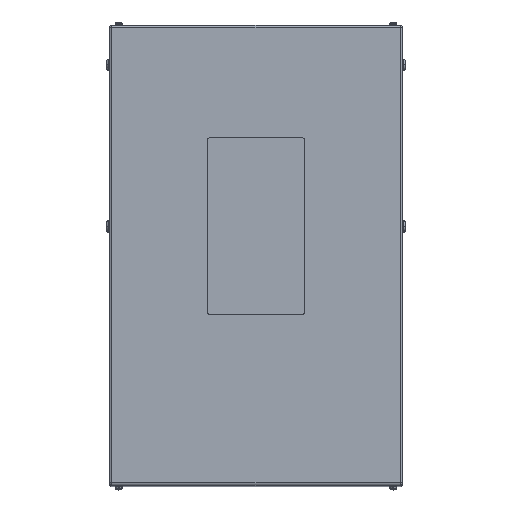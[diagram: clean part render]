
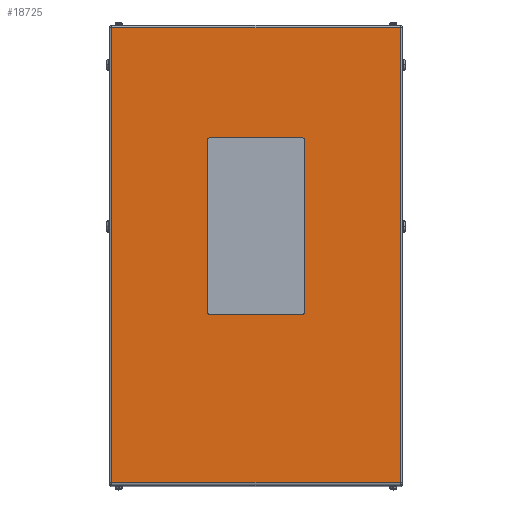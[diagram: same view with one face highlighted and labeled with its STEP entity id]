
A CAD part, top view. The second image highlights one B-rep face of the part: STEP entity #18725.
In plain terms, the highlighted planar face has unit normal (0, 0, 1).
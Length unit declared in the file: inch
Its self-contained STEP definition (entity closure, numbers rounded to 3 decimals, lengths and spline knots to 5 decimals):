
#156 = VECTOR ( 'NONE', #19241, 39.37008 ) ;
#265 = DIRECTION ( 'NONE',  ( 0., 0., 1. ) ) ;
#772 = CARTESIAN_POINT ( 'NONE',  ( -4.75, -6., 33.5 ) ) ;
#840 = EDGE_CURVE ( 'NONE', #10741, #10297, #23119, .T. ) ;
#1158 = CARTESIAN_POINT ( 'NONE',  ( -14.734, -23.234, 33.5 ) ) ;
#1161 = CARTESIAN_POINT ( 'NONE',  ( 14.734, -23.234, 33.5 ) ) ;
#1316 = DIRECTION ( 'NONE',  ( 0., 1., 0. ) ) ;
#1543 = EDGE_CURVE ( 'NONE', #20411, #22805, #15287, .T. ) ;
#1594 = DIRECTION ( 'NONE',  ( 0., -1., 0. ) ) ;
#1815 = DIRECTION ( 'NONE',  ( 0., 0., -1. ) ) ;
#2022 = CARTESIAN_POINT ( 'NONE',  ( 14.734, 23.234, 33.5 ) ) ;
#2405 = EDGE_CURVE ( 'NONE', #15828, #17104, #16393, .T. ) ;
#2525 = DIRECTION ( 'NONE',  ( 0., 0., 1. ) ) ;
#2899 = CIRCLE ( 'NONE', #16727, 0.25 ) ;
#3193 = ORIENTED_EDGE ( 'NONE', *, *, #9920, .F. ) ;
#3234 = CARTESIAN_POINT ( 'NONE',  ( 4.75, 12., 33.5 ) ) ;
#3468 = CARTESIAN_POINT ( 'NONE',  ( -4.75, 12., 33.5 ) ) ;
#3599 = DIRECTION ( 'NONE',  ( 1., 0., 0. ) ) ;
#3891 = DIRECTION ( 'NONE',  ( -1., 0., 0. ) ) ;
#4399 = AXIS2_PLACEMENT_3D ( 'NONE', #21209, #265, #3599 ) ;
#4440 = VECTOR ( 'NONE', #19942, 39.37008 ) ;
#4749 = VECTOR ( 'NONE', #1594, 39.37008 ) ;
#5150 = CARTESIAN_POINT ( 'NONE',  ( 15., 23.234, 33.5 ) ) ;
#5199 = CARTESIAN_POINT ( 'NONE',  ( -5., 11.75, 33.5 ) ) ;
#5842 = EDGE_CURVE ( 'NONE', #9425, #18306, #13584, .T. ) ;
#5896 = ORIENTED_EDGE ( 'NONE', *, *, #12823, .T. ) ;
#6385 = DIRECTION ( 'NONE',  ( -1., 0., 0. ) ) ;
#6390 = CARTESIAN_POINT ( 'NONE',  ( 14.734, -23.234, 33.5 ) ) ;
#6496 = VECTOR ( 'NONE', #18445, 39.37008 ) ;
#6529 = DIRECTION ( 'NONE',  ( 0., 0., 1. ) ) ;
#7117 = EDGE_CURVE ( 'NONE', #14326, #9283, #12018, .T. ) ;
#7182 = CARTESIAN_POINT ( 'NONE',  ( -4.75, 12., 33.5 ) ) ;
#7427 = ORIENTED_EDGE ( 'NONE', *, *, #5842, .F. ) ;
#7565 = ORIENTED_EDGE ( 'NONE', *, *, #15474, .F. ) ;
#8179 = CIRCLE ( 'NONE', #19797, 0.25 ) ;
#8206 = ORIENTED_EDGE ( 'NONE', *, *, #21525, .T. ) ;
#8541 = DIRECTION ( 'NONE',  ( 1., 0., 0. ) ) ;
#8613 = CARTESIAN_POINT ( 'NONE',  ( -4.75, -6., 33.5 ) ) ;
#9283 = VERTEX_POINT ( 'NONE', #11407 ) ;
#9425 = VERTEX_POINT ( 'NONE', #12939 ) ;
#9920 = EDGE_CURVE ( 'NONE', #10297, #14326, #17835, .T. ) ;
#10297 = VERTEX_POINT ( 'NONE', #16801 ) ;
#10741 = VERTEX_POINT ( 'NONE', #15718 ) ;
#11306 = CARTESIAN_POINT ( 'NONE',  ( -14.734, 23.234, 33.5 ) ) ;
#11339 = VECTOR ( 'NONE', #12733, 39.37008 ) ;
#11407 = CARTESIAN_POINT ( 'NONE',  ( 4.75, -6., 33.5 ) ) ;
#12018 = LINE ( 'NONE', #772, #21416 ) ;
#12131 = ORIENTED_EDGE ( 'NONE', *, *, #15667, .F. ) ;
#12733 = DIRECTION ( 'NONE',  ( -1., 0., 0. ) ) ;
#12823 = EDGE_CURVE ( 'NONE', #22805, #15828, #14876, .T. ) ;
#12939 = CARTESIAN_POINT ( 'NONE',  ( 5., -5.75, 33.5 ) ) ;
#13478 = ORIENTED_EDGE ( 'NONE', *, *, #22433, .F. ) ;
#13504 = CARTESIAN_POINT ( 'NONE',  ( 4.75, 11.75, 33.5 ) ) ;
#13584 = LINE ( 'NONE', #19206, #13835 ) ;
#13835 = VECTOR ( 'NONE', #1316, 39.37008 ) ;
#13921 = VERTEX_POINT ( 'NONE', #3234 ) ;
#13949 = EDGE_CURVE ( 'NONE', #9283, #9425, #23089, .T. ) ;
#14064 = ORIENTED_EDGE ( 'NONE', *, *, #840, .F. ) ;
#14326 = VERTEX_POINT ( 'NONE', #8613 ) ;
#14411 = ORIENTED_EDGE ( 'NONE', *, *, #7117, .F. ) ;
#14849 = AXIS2_PLACEMENT_3D ( 'NONE', #20973, #6529, #15660 ) ;
#14876 = LINE ( 'NONE', #22058, #19091 ) ;
#15287 = LINE ( 'NONE', #6390, #6496 ) ;
#15321 = ORIENTED_EDGE ( 'NONE', *, *, #1543, .T. ) ;
#15474 = EDGE_CURVE ( 'NONE', #13921, #19135, #21486, .T. ) ;
#15660 = DIRECTION ( 'NONE',  ( 1., 0., 0. ) ) ;
#15667 = EDGE_CURVE ( 'NONE', #19135, #10741, #2899, .T. ) ;
#15718 = CARTESIAN_POINT ( 'NONE',  ( -5., 11.75, 33.5 ) ) ;
#15828 = VERTEX_POINT ( 'NONE', #2022 ) ;
#16393 = LINE ( 'NONE', #5150, #11339 ) ;
#16727 = AXIS2_PLACEMENT_3D ( 'NONE', #19207, #20889, #19321 ) ;
#16801 = CARTESIAN_POINT ( 'NONE',  ( -5., -5.75, 33.5 ) ) ;
#17104 = VERTEX_POINT ( 'NONE', #11306 ) ;
#17157 = CARTESIAN_POINT ( 'NONE',  ( 5., 11.75, 33.5 ) ) ;
#17592 = CARTESIAN_POINT ( 'NONE',  ( -14.734, 23.5, 33.5 ) ) ;
#17816 = EDGE_LOOP ( 'NONE', ( #8206, #15321, #5896, #21784 ) ) ;
#17835 = CIRCLE ( 'NONE', #4399, 0.25 ) ;
#18306 = VERTEX_POINT ( 'NONE', #17157 ) ;
#18445 = DIRECTION ( 'NONE',  ( 1., 0., 0. ) ) ;
#18725 = ADVANCED_FACE ( 'NONE', ( #19237, #21374 ), #22987, .F. ) ;
#19091 = VECTOR ( 'NONE', #20527, 39.37008 ) ;
#19135 = VERTEX_POINT ( 'NONE', #3468 ) ;
#19206 = CARTESIAN_POINT ( 'NONE',  ( 5., 11.75, 33.5 ) ) ;
#19207 = CARTESIAN_POINT ( 'NONE',  ( -4.75, 11.75, 33.5 ) ) ;
#19237 = FACE_BOUND ( 'NONE', #20877, .T. ) ;
#19241 = DIRECTION ( 'NONE',  ( 0., -1., 0. ) ) ;
#19321 = DIRECTION ( 'NONE',  ( 1., 0., 0. ) ) ;
#19486 = LINE ( 'NONE', #17592, #4749 ) ;
#19797 = AXIS2_PLACEMENT_3D ( 'NONE', #13504, #2525, #6385 ) ;
#19942 = DIRECTION ( 'NONE',  ( -1., 0., 0. ) ) ;
#20411 = VERTEX_POINT ( 'NONE', #1158 ) ;
#20527 = DIRECTION ( 'NONE',  ( 0., 1., 0. ) ) ;
#20877 = EDGE_LOOP ( 'NONE', ( #14411, #3193, #14064, #12131, #7565, #13478, #7427, #21073 ) ) ;
#20889 = DIRECTION ( 'NONE',  ( 0., 0., 1. ) ) ;
#20973 = CARTESIAN_POINT ( 'NONE',  ( 4.75, -5.75, 33.5 ) ) ;
#21073 = ORIENTED_EDGE ( 'NONE', *, *, #13949, .F. ) ;
#21209 = CARTESIAN_POINT ( 'NONE',  ( -4.75, -5.75, 33.5 ) ) ;
#21374 = FACE_OUTER_BOUND ( 'NONE', #17816, .T. ) ;
#21416 = VECTOR ( 'NONE', #8541, 39.37008 ) ;
#21486 = LINE ( 'NONE', #7182, #4440 ) ;
#21525 = EDGE_CURVE ( 'NONE', #17104, #20411, #19486, .T. ) ;
#21715 = CARTESIAN_POINT ( 'NONE',  ( 15., 23.5, 33.5 ) ) ;
#21784 = ORIENTED_EDGE ( 'NONE', *, *, #2405, .T. ) ;
#22058 = CARTESIAN_POINT ( 'NONE',  ( 14.734, 23.5, 33.5 ) ) ;
#22207 = AXIS2_PLACEMENT_3D ( 'NONE', #21715, #1815, #3891 ) ;
#22433 = EDGE_CURVE ( 'NONE', #18306, #13921, #8179, .T. ) ;
#22805 = VERTEX_POINT ( 'NONE', #1161 ) ;
#22987 = PLANE ( 'NONE',  #22207 ) ;
#23089 = CIRCLE ( 'NONE', #14849, 0.25 ) ;
#23119 = LINE ( 'NONE', #5199, #156 ) ;
